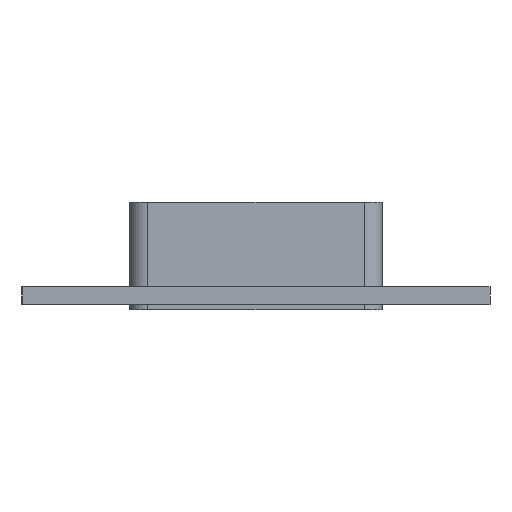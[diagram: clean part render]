
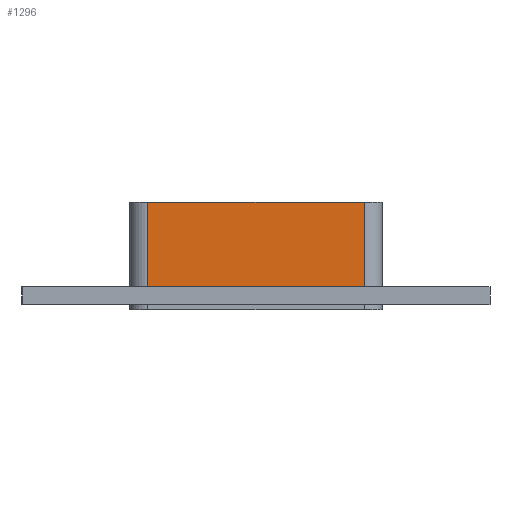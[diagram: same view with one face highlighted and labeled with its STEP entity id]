
A CAD part, front view. The second image highlights one B-rep face of the part: STEP entity #1296.
In plain terms, the highlighted planar face has unit normal (0, -1, 0).
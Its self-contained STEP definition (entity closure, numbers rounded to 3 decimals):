
#718=CARTESIAN_POINT('',(60.25,-259.25,-17.0));
#719=VERTEX_POINT('',#718);
#727=CARTESIAN_POINT('',(-60.25,-259.25,-17.0));
#728=VERTEX_POINT('',#727);
#729=CARTESIAN_POINT('',(-60.25,-259.25,-17.));
#730=DIRECTION('',(1.0,0.0,0.0));
#731=VECTOR('',#730,120.5);
#732=LINE('',#729,#731);
#733=EDGE_CURVE('',#728,#719,#732,.T.);
#946=CARTESIAN_POINT('',(60.25,-259.25,30.0));
#947=VERTEX_POINT('',#946);
#955=CARTESIAN_POINT('',(60.25,-259.25,30.0));
#956=DIRECTION('',(0.0,0.0,-1.0));
#957=VECTOR('',#956,47.0);
#958=LINE('',#955,#957);
#959=EDGE_CURVE('',#947,#719,#958,.T.);
#1273=CARTESIAN_POINT('',(-70.25,-259.25,0.0));
#1274=DIRECTION('',(0.0,-1.0,0.0));
#1275=DIRECTION('',(1.0,0.0,0.0));
#1276=AXIS2_PLACEMENT_3D('',#1273,#1274,#1275);
#1277=PLANE('',#1276);
#1278=ORIENTED_EDGE('',*,*,#733,.T.);
#1279=ORIENTED_EDGE('',*,*,#959,.F.);
#1280=CARTESIAN_POINT('',(-60.25,-259.25,30.0));
#1281=VERTEX_POINT('',#1280);
#1282=CARTESIAN_POINT('',(-60.25,-259.25,30.0));
#1283=DIRECTION('',(1.0,0.0,0.0));
#1284=VECTOR('',#1283,120.5);
#1285=LINE('',#1282,#1284);
#1286=EDGE_CURVE('',#1281,#947,#1285,.T.);
#1287=ORIENTED_EDGE('',*,*,#1286,.F.);
#1288=CARTESIAN_POINT('',(-60.25,-259.25,-17.0));
#1289=DIRECTION('',(0.0,0.0,1.0));
#1290=VECTOR('',#1289,47.0);
#1291=LINE('',#1288,#1290);
#1292=EDGE_CURVE('',#728,#1281,#1291,.T.);
#1293=ORIENTED_EDGE('',*,*,#1292,.F.);
#1294=EDGE_LOOP('',(#1278,#1279,#1287,#1293));
#1295=FACE_OUTER_BOUND('',#1294,.T.);
#1296=ADVANCED_FACE('',(#1295),#1277,.T.);
